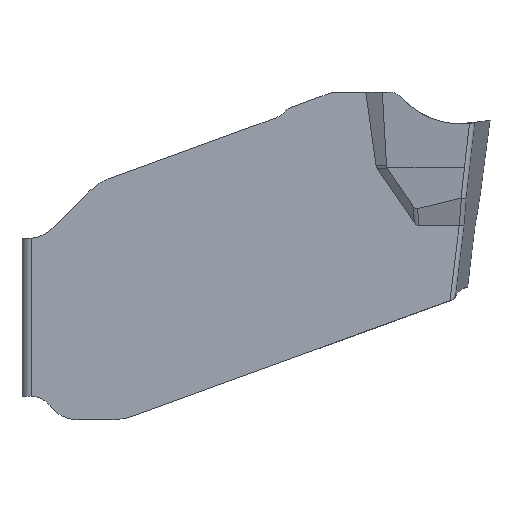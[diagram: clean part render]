
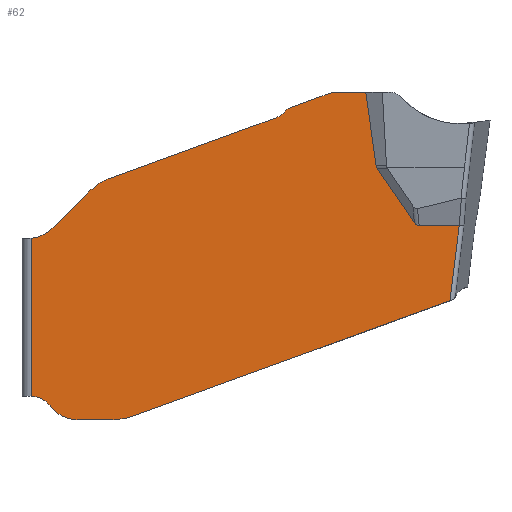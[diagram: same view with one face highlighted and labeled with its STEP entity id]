
A CAD part, left-side view. The second image highlights one B-rep face of the part: STEP entity #62.
In plain terms, the highlighted planar face has unit normal (-1, 0, 0).
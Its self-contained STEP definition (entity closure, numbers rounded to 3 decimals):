
#62=ADVANCED_FACE('BODY_R_SUR',(#137),#113,.F.);
#113=PLANE('',#1051);
#137=FACE_OUTER_BOUND('',#188,.T.);
#188=EDGE_LOOP('',(#288,#289,#290,#291,#292,#293,#294,#295,#296,#297,#298,
#299,#300,#301,#302,#303,#304,#305,#306,#307,#308,#309,#310,#311,#312));
#239=CIRCLE('',#1042,0.2);
#240=CIRCLE('',#1043,0.2);
#241=CIRCLE('',#1044,0.491);
#242=CIRCLE('',#1045,1.);
#243=CIRCLE('',#1047,0.8);
#244=CIRCLE('',#1048,0.5);
#245=CIRCLE('',#1049,0.75);
#259=ELLIPSE('',#1040,0.617,0.2);
#260=ELLIPSE('',#1041,0.4,0.2);
#261=ELLIPSE('',#1046,1.32,1.);
#262=ELLIPSE('',#1050,1.46,1.);
#288=ORIENTED_EDGE('',*,*,#674,.T.);
#289=ORIENTED_EDGE('',*,*,#675,.T.);
#290=ORIENTED_EDGE('',*,*,#676,.F.);
#291=ORIENTED_EDGE('',*,*,#677,.T.);
#292=ORIENTED_EDGE('',*,*,#678,.F.);
#293=ORIENTED_EDGE('',*,*,#679,.F.);
#294=ORIENTED_EDGE('',*,*,#680,.T.);
#295=ORIENTED_EDGE('',*,*,#681,.F.);
#296=ORIENTED_EDGE('',*,*,#682,.F.);
#297=ORIENTED_EDGE('',*,*,#683,.F.);
#298=ORIENTED_EDGE('',*,*,#684,.F.);
#299=ORIENTED_EDGE('',*,*,#685,.F.);
#300=ORIENTED_EDGE('',*,*,#686,.F.);
#301=ORIENTED_EDGE('',*,*,#687,.F.);
#302=ORIENTED_EDGE('',*,*,#688,.F.);
#303=ORIENTED_EDGE('',*,*,#689,.F.);
#304=ORIENTED_EDGE('',*,*,#690,.F.);
#305=ORIENTED_EDGE('',*,*,#691,.F.);
#306=ORIENTED_EDGE('',*,*,#692,.T.);
#307=ORIENTED_EDGE('',*,*,#693,.T.);
#308=ORIENTED_EDGE('',*,*,#694,.T.);
#309=ORIENTED_EDGE('',*,*,#695,.T.);
#310=ORIENTED_EDGE('',*,*,#696,.T.);
#311=ORIENTED_EDGE('',*,*,#697,.T.);
#312=ORIENTED_EDGE('',*,*,#698,.T.);
#578=VERTEX_POINT('',#1492);
#579=VERTEX_POINT('',#1493);
#580=VERTEX_POINT('',#1495);
#581=VERTEX_POINT('',#1497);
#582=VERTEX_POINT('',#1499);
#583=VERTEX_POINT('',#1501);
#584=VERTEX_POINT('',#1503);
#585=VERTEX_POINT('',#1505);
#586=VERTEX_POINT('',#1507);
#587=VERTEX_POINT('',#1509);
#588=VERTEX_POINT('',#1511);
#589=VERTEX_POINT('',#1513);
#590=VERTEX_POINT('',#1515);
#591=VERTEX_POINT('',#1517);
#592=VERTEX_POINT('',#1519);
#593=VERTEX_POINT('',#1524);
#594=VERTEX_POINT('',#1526);
#595=VERTEX_POINT('',#1528);
#596=VERTEX_POINT('',#1530);
#597=VERTEX_POINT('',#1532);
#598=VERTEX_POINT('',#1534);
#599=VERTEX_POINT('',#1536);
#600=VERTEX_POINT('',#1538);
#601=VERTEX_POINT('',#1540);
#602=VERTEX_POINT('',#1545);
#674=EDGE_CURVE('',#578,#579,#819,.T.);
#675=EDGE_CURVE('',#579,#580,#820,.T.);
#676=EDGE_CURVE('',#581,#580,#821,.T.);
#677=EDGE_CURVE('',#581,#582,#259,.T.);
#678=EDGE_CURVE('',#583,#582,#822,.T.);
#679=EDGE_CURVE('',#584,#583,#260,.T.);
#680=EDGE_CURVE('',#584,#585,#823,.T.);
#681=EDGE_CURVE('',#586,#585,#824,.T.);
#682=EDGE_CURVE('',#587,#586,#239,.T.);
#683=EDGE_CURVE('',#588,#587,#825,.T.);
#684=EDGE_CURVE('',#589,#588,#240,.T.);
#685=EDGE_CURVE('',#590,#589,#241,.T.);
#686=EDGE_CURVE('',#591,#590,#826,.T.);
#687=EDGE_CURVE('',#592,#591,#242,.T.);
#688=EDGE_CURVE('',#593,#592,#1002,.T.);
#689=EDGE_CURVE('',#594,#593,#261,.T.);
#690=EDGE_CURVE('',#595,#594,#827,.T.);
#691=EDGE_CURVE('',#596,#595,#243,.T.);
#692=EDGE_CURVE('',#596,#597,#828,.T.);
#693=EDGE_CURVE('',#597,#598,#244,.T.);
#694=EDGE_CURVE('',#598,#599,#245,.T.);
#695=EDGE_CURVE('',#599,#600,#829,.T.);
#696=EDGE_CURVE('',#600,#601,#262,.T.);
#697=EDGE_CURVE('',#601,#602,#1003,.T.);
#698=EDGE_CURVE('',#602,#578,#830,.T.);
#819=LINE('',#1491,#904);
#820=LINE('',#1494,#905);
#821=LINE('',#1496,#906);
#822=LINE('',#1500,#907);
#823=LINE('',#1504,#908);
#824=LINE('',#1506,#909);
#825=LINE('',#1510,#910);
#826=LINE('',#1516,#911);
#827=LINE('',#1527,#912);
#828=LINE('',#1531,#913);
#829=LINE('',#1537,#914);
#830=LINE('',#1546,#915);
#904=VECTOR('',#1141,1.);
#905=VECTOR('',#1142,1.);
#906=VECTOR('',#1143,1.);
#907=VECTOR('',#1146,1.);
#908=VECTOR('',#1149,1.);
#909=VECTOR('',#1150,1.);
#910=VECTOR('',#1153,1.);
#911=VECTOR('',#1158,1.);
#912=VECTOR('',#1163,1.);
#913=VECTOR('',#1166,1.);
#914=VECTOR('',#1171,1.);
#915=VECTOR('',#1174,1.);
#1002=B_SPLINE_CURVE_WITH_KNOTS('',3,(#1520,#1521,#1522,#1523),
 .UNSPECIFIED.,.F.,.F.,(4,4),(0.,1.),.UNSPECIFIED.);
#1003=B_SPLINE_CURVE_WITH_KNOTS('',3,(#1541,#1542,#1543,#1544),
 .UNSPECIFIED.,.F.,.F.,(4,4),(0.,1.),.UNSPECIFIED.);
#1040=AXIS2_PLACEMENT_3D('',#1498,#1144,#1145);
#1041=AXIS2_PLACEMENT_3D('',#1502,#1147,#1148);
#1042=AXIS2_PLACEMENT_3D('',#1508,#1151,#1152);
#1043=AXIS2_PLACEMENT_3D('',#1512,#1154,#1155);
#1044=AXIS2_PLACEMENT_3D('',#1514,#1156,#1157);
#1045=AXIS2_PLACEMENT_3D('',#1518,#1159,#1160);
#1046=AXIS2_PLACEMENT_3D('',#1525,#1161,#1162);
#1047=AXIS2_PLACEMENT_3D('',#1529,#1164,#1165);
#1048=AXIS2_PLACEMENT_3D('',#1533,#1167,#1168);
#1049=AXIS2_PLACEMENT_3D('',#1535,#1169,#1170);
#1050=AXIS2_PLACEMENT_3D('',#1539,#1172,#1173);
#1051=AXIS2_PLACEMENT_3D('',#1547,#1175,#1176);
#1141=DIRECTION('',(0.,-0.94,0.342));
#1142=DIRECTION('',(0.,-0.122,0.993));
#1143=DIRECTION('',(0.,-1.,0.));
#1144=DIRECTION('',(1.,0.,0.));
#1145=DIRECTION('',(0.,-0.092,-0.996));
#1146=DIRECTION('',(0.,-0.567,-0.824));
#1147=DIRECTION('',(-1.,0.,0.));
#1148=DIRECTION('',(0.,-1.,0.));
#1149=DIRECTION('',(0.,0.139,0.99));
#1150=DIRECTION('',(0.,-1.,0.));
#1151=DIRECTION('',(1.,0.,0.));
#1152=DIRECTION('',(0.,0.,-1.));
#1153=DIRECTION('',(0.,-0.94,0.342));
#1154=DIRECTION('',(1.,0.,0.));
#1155=DIRECTION('',(0.,0.,-1.));
#1156=DIRECTION('',(-1.,0.,0.));
#1157=DIRECTION('',(0.,0.,-1.));
#1158=DIRECTION('',(0.,-0.94,0.342));
#1159=DIRECTION('',(1.,0.,0.));
#1160=DIRECTION('',(0.,0.,-1.));
#1161=DIRECTION('',(1.,0.,0.));
#1162=DIRECTION('',(0.,0.707,-0.707));
#1163=DIRECTION('',(0.,-0.707,0.707));
#1164=DIRECTION('',(-1.,0.,0.));
#1165=DIRECTION('',(0.,0.,-1.));
#1166=DIRECTION('',(0.,0.,-1.));
#1167=DIRECTION('',(1.,0.,0.));
#1168=DIRECTION('',(0.,0.,-1.));
#1169=DIRECTION('',(-1.,0.,0.));
#1170=DIRECTION('',(0.,0.,-1.));
#1171=DIRECTION('',(0.,-1.,0.));
#1172=DIRECTION('',(-1.,0.,0.));
#1173=DIRECTION('',(0.,-1.,0.));
#1174=DIRECTION('',(0.,-0.94,0.341));
#1175=DIRECTION('',(1.,0.,0.));
#1176=DIRECTION('',(0.,0.,-1.));
#1491=CARTESIAN_POINT('',(-0.95,-1.724,-4.737));
#1492=CARTESIAN_POINT('',(-0.95,2.677,-6.339));
#1493=CARTESIAN_POINT('',(-0.95,-4.145,-3.856));
#1494=CARTESIAN_POINT('',(-0.95,-4.342,-2.246));
#1495=CARTESIAN_POINT('',(-0.95,-4.341,-2.256));
#1496=CARTESIAN_POINT('',(-0.95,0.,-2.256));
#1497=CARTESIAN_POINT('',(-0.95,-3.485,-2.256));
#1498=CARTESIAN_POINT('',(-0.95,-3.435,-1.642));
#1499=CARTESIAN_POINT('',(-0.95,-3.384,-2.183));
#1500=CARTESIAN_POINT('',(-0.95,5.602,10.866));
#1501=CARTESIAN_POINT('',(-0.95,-2.587,-1.025));
#1502=CARTESIAN_POINT('',(-0.95,-2.965,-0.96));
#1503=CARTESIAN_POINT('',(-0.95,-2.566,-0.974));
#1504=CARTESIAN_POINT('',(-0.95,-2.383,0.333));
#1505=CARTESIAN_POINT('',(-0.95,-2.346,0.6));
#1506=CARTESIAN_POINT('',(-0.95,0.,0.6));
#1507=CARTESIAN_POINT('',(-0.95,-1.675,0.6));
#1508=CARTESIAN_POINT('',(-0.95,-1.675,0.4));
#1509=CARTESIAN_POINT('',(-0.95,-1.607,0.588));
#1510=CARTESIAN_POINT('',(-0.95,0.001,0.003));
#1511=CARTESIAN_POINT('',(-0.95,-0.71,0.262));
#1512=CARTESIAN_POINT('',(-0.95,-0.778,0.074));
#1513=CARTESIAN_POINT('',(-0.95,-0.622,0.199));
#1514=CARTESIAN_POINT('',(-0.95,-0.24,0.506));
#1515=CARTESIAN_POINT('',(-0.95,-0.408,0.045));
#1516=CARTESIAN_POINT('',(-0.95,-0.033,-0.091));
#1517=CARTESIAN_POINT('',(-0.95,3.159,-1.253));
#1518=CARTESIAN_POINT('',(-0.95,2.817,-2.193));
#1519=CARTESIAN_POINT('',(-0.95,3.332,-1.336));
#1520=CARTESIAN_POINT('',(-0.95,3.386,-1.372));
#1521=CARTESIAN_POINT('',(-0.95,3.369,-1.359));
#1522=CARTESIAN_POINT('',(-0.95,3.351,-1.347));
#1523=CARTESIAN_POINT('',(-0.95,3.332,-1.336));
#1524=CARTESIAN_POINT('',(-0.95,3.386,-1.372));
#1525=CARTESIAN_POINT('',(-0.95,2.864,-2.239));
#1526=CARTESIAN_POINT('',(-0.95,3.571,-1.532));
#1527=CARTESIAN_POINT('',(-0.95,1.019,1.019));
#1528=CARTESIAN_POINT('',(-0.95,4.334,-2.296));
#1529=CARTESIAN_POINT('',(-0.95,4.9,-1.73));
#1530=CARTESIAN_POINT('',(-0.95,4.8,-2.524));
#1531=CARTESIAN_POINT('',(-0.95,4.8,-8.));
#1532=CARTESIAN_POINT('',(-0.95,4.8,-5.9));
#1533=CARTESIAN_POINT('',(-0.95,4.8,-6.4));
#1534=CARTESIAN_POINT('',(-0.95,4.4,-6.1));
#1535=CARTESIAN_POINT('',(-0.95,3.8,-5.65));
#1536=CARTESIAN_POINT('',(-0.95,3.8,-6.4));
#1537=CARTESIAN_POINT('',(-0.95,0.,-6.4));
#1538=CARTESIAN_POINT('',(-0.95,3.155,-6.4));
#1539=CARTESIAN_POINT('',(-0.95,3.155,-5.4));
#1540=CARTESIAN_POINT('',(-0.95,2.768,-6.364));
#1541=CARTESIAN_POINT('',(-0.95,2.768,-6.364));
#1542=CARTESIAN_POINT('',(-0.95,2.737,-6.359));
#1543=CARTESIAN_POINT('',(-0.95,2.707,-6.35));
#1544=CARTESIAN_POINT('',(-0.95,2.678,-6.34));
#1545=CARTESIAN_POINT('',(-0.95,2.678,-6.34));
#1546=CARTESIAN_POINT('',(-0.95,-1.722,-4.742));
#1547=CARTESIAN_POINT('',(-0.95,0.,0.));
